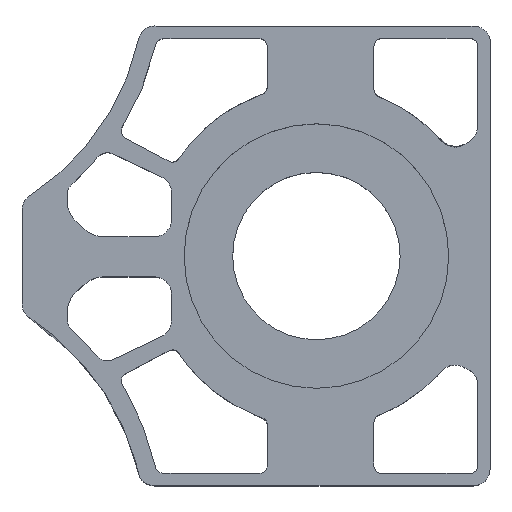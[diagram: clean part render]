
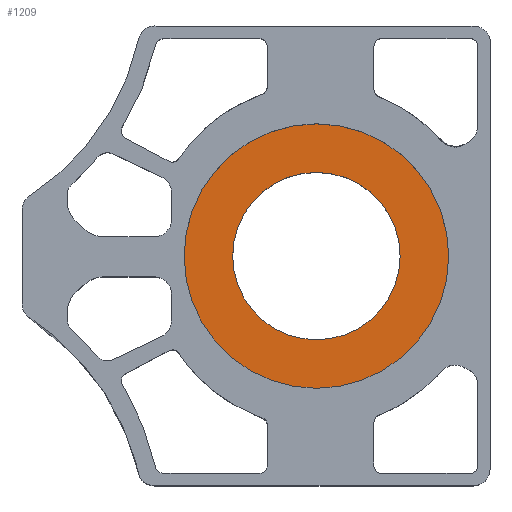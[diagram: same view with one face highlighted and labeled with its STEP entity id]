
A CAD part, top view. The second image highlights one B-rep face of the part: STEP entity #1209.
In plain terms, the highlighted planar face has unit normal (0, 0, 1).
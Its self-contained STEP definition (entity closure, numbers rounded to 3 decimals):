
#108=FACE_BOUND('',#220,.T.);
#123=PLANE('',#1289);
#155=FACE_OUTER_BOUND('',#219,.T.);
#219=EDGE_LOOP('',(#844));
#220=EDGE_LOOP('',(#845));
#532=CIRCLE('',#1288,16.);
#533=CIRCLE('',#1290,10.125);
#536=VERTEX_POINT('',#1520);
#537=VERTEX_POINT('',#1524);
#659=EDGE_CURVE('',#536,#536,#532,.T.);
#660=EDGE_CURVE('',#537,#537,#533,.T.);
#844=ORIENTED_EDGE('',*,*,#659,.F.);
#845=ORIENTED_EDGE('',*,*,#660,.F.);
#1209=ADVANCED_FACE('',(#155,#108),#123,.T.);
#1288=AXIS2_PLACEMENT_3D('',#1522,#1330,#1331);
#1289=AXIS2_PLACEMENT_3D('',#1523,#1332,#1333);
#1290=AXIS2_PLACEMENT_3D('',#1525,#1334,#1335);
#1330=DIRECTION('center_axis',(0.,0.,-1.));
#1331=DIRECTION('ref_axis',(-1.,0.,0.));
#1332=DIRECTION('center_axis',(0.,0.,1.));
#1333=DIRECTION('ref_axis',(-1.,0.,0.));
#1334=DIRECTION('center_axis',(0.,0.,1.));
#1335=DIRECTION('ref_axis',(1.,0.,0.));
#1520=CARTESIAN_POINT('',(18508.631,-8210.623,8.));
#1522=CARTESIAN_POINT('Origin',(18492.631,-8210.623,8.));
#1523=CARTESIAN_POINT('Origin',(18492.631,-8210.623,8.));
#1524=CARTESIAN_POINT('',(18482.506,-8210.623,8.));
#1525=CARTESIAN_POINT('Origin',(18492.631,-8210.623,8.));
